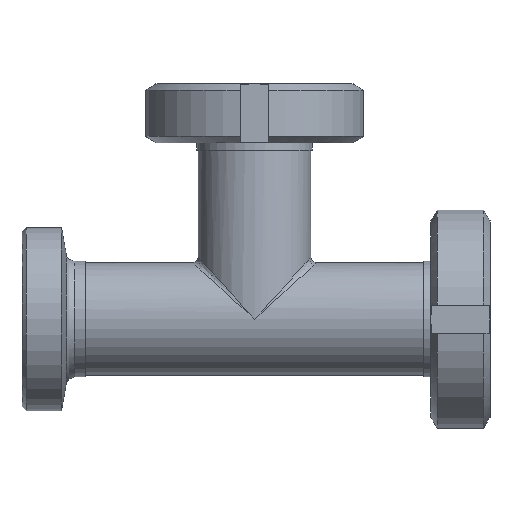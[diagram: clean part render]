
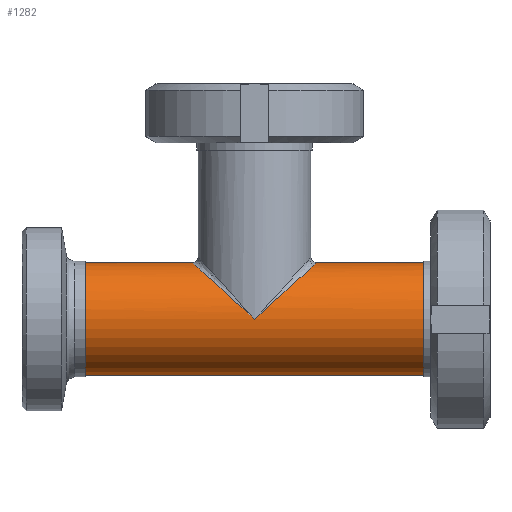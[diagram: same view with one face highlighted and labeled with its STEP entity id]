
A CAD part, front view. The second image highlights one B-rep face of the part: STEP entity #1282.
In plain terms, the highlighted cylindrical face has radius 20 mm (diameter 40 mm), a full revolution.
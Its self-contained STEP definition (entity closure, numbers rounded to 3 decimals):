
#978=CARTESIAN_POINT('',(0.0,20.0,0.0));
#979=VERTEX_POINT('',#978);
#980=CARTESIAN_POINT('',(0.0,-20.0,0.0));
#981=VERTEX_POINT('',#980);
#982=CARTESIAN_POINT('',(0.0,0.0,0.0));
#983=DIRECTION('',(0.673,0.0,0.74));
#984=DIRECTION('',(-0.74,0.0,0.673));
#985=AXIS2_PLACEMENT_3D('',#982,#983,#984);
#986=ELLIPSE('',#985,29.732,20.);
#987=EDGE_CURVE('',#979,#981,#986,.T.);
#1180=CARTESIAN_POINT('',(0.0,0.0,0.0));
#1181=DIRECTION('',(-0.673,0.0,0.74));
#1182=DIRECTION('',(0.74,0.0,0.673));
#1183=AXIS2_PLACEMENT_3D('',#1180,#1181,#1182);
#1184=ELLIPSE('',#1183,29.732,20.);
#1185=EDGE_CURVE('',#981,#979,#1184,.T.);
#1251=CARTESIAN_POINT('',(0.0,0.0,0.0));
#1252=DIRECTION('',(-1.0,0.0,0.0));
#1253=DIRECTION('',(0.0,-1.0,0.0));
#1254=AXIS2_PLACEMENT_3D('',#1251,#1252,#1253);
#1255=CYLINDRICAL_SURFACE('',#1254,20.);
#1256=CARTESIAN_POINT('',(-60.0,-20.,0.0));
#1257=VERTEX_POINT('',#1256);
#1258=CARTESIAN_POINT('',(-60.0,0.0,0.0));
#1259=DIRECTION('',(-1.0,0.0,0.0));
#1260=DIRECTION('',(0.0,-1.0,0.0));
#1261=AXIS2_PLACEMENT_3D('',#1258,#1259,#1260);
#1262=CIRCLE('',#1261,20.);
#1263=EDGE_CURVE('',#1257,#1257,#1262,.T.);
#1264=ORIENTED_EDGE('',*,*,#1263,.F.);
#1265=EDGE_LOOP('',(#1264));
#1266=FACE_OUTER_BOUND('',#1265,.T.);
#1267=ORIENTED_EDGE('',*,*,#987,.F.);
#1268=ORIENTED_EDGE('',*,*,#1185,.F.);
#1269=EDGE_LOOP('',(#1267,#1268));
#1270=FACE_BOUND('',#1269,.T.);
#1271=CARTESIAN_POINT('',(60.0,-20.,0.0));
#1272=VERTEX_POINT('',#1271);
#1273=CARTESIAN_POINT('',(60.,0.0,0.0));
#1274=DIRECTION('',(-1.0,0.0,0.0));
#1275=DIRECTION('',(0.0,-1.0,0.0));
#1276=AXIS2_PLACEMENT_3D('',#1273,#1274,#1275);
#1277=CIRCLE('',#1276,20.);
#1278=EDGE_CURVE('',#1272,#1272,#1277,.T.);
#1279=ORIENTED_EDGE('',*,*,#1278,.T.);
#1280=EDGE_LOOP('',(#1279));
#1281=FACE_BOUND('',#1280,.T.);
#1282=ADVANCED_FACE('',(#1266,#1270,#1281),#1255,.T.);
